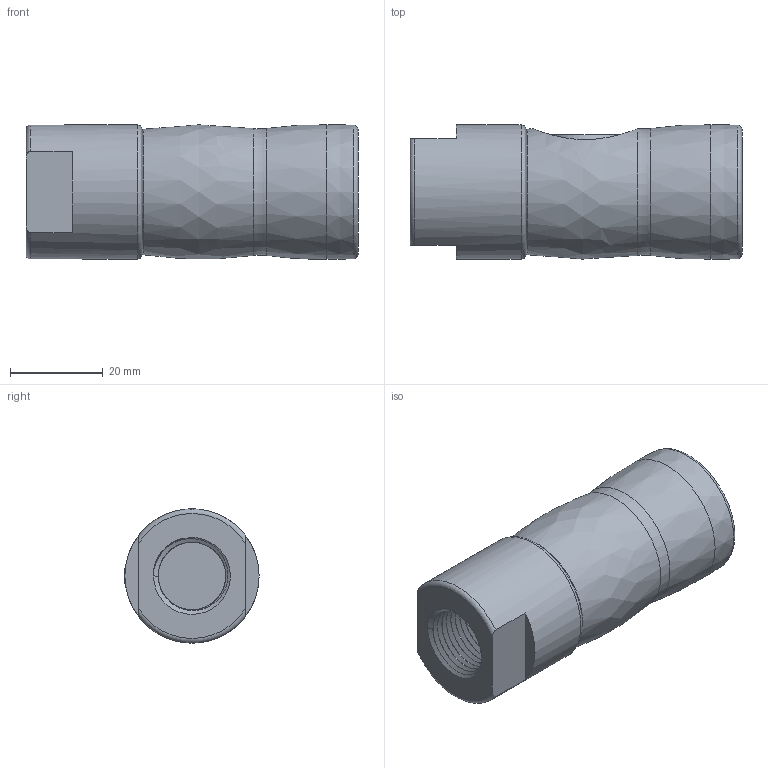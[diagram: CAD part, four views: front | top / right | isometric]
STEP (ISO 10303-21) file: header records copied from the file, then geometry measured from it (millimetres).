
FILE_DESCRIPTION(/* description */ (''),/* implementation_level */ '2;1');
FILE_NAME(/* name */ '30KPIW17APX.stp',/* time_stamp */ '2020-02-20T08:55:28+01:00',/* author */ ('IA176480'),/* organization */ (''),/* preprocessor_version */ 'ST-DEVELOPER v17',/* originating_system */ 'Autodesk Inventor 2019',/* authorisation */ '');
FILE_SCHEMA (('CONFIG_CONTROL_DESIGN'));
Length unit declared in the file: millimetre
Products named in the file (1): 30KPIW17APX
Bounding box: 71.7 x 29.02 x 29.03 mm (x, y, z)
Volume: 50017.9 mm3; surface area: 29449.2 mm2
Topology: 44 solids, 44 shells, 276 faces, 794 edges, 541 vertices
Faces by surface type: cylinder 89, plane 80, cone 41, sphere 32, torus 19, bspline 15
Full cylindrical faces by diameter (mm): 3.5 x1, 4 x11, 8 x1, 8.2 x1, 8.5 x1, 11 x3, 11.1 x2, 11.2 x3, 13.4 x1, 13.6 x1, 14 x1, 14.593 x8, 16 x1, 17.5 x1, 18 x1, 18.1 x1, 18.2 x2, 18.649 x1, 20.5 x4, 20.6 x2, 21 x1, 24.231 x2, 24.5 x1, 25 x10, 26 x3, 29 x1
Entity records: 18732 total; most frequent: CARTESIAN_POINT 11795, ORIENTED_EDGE 1462, DIRECTION 1370, EDGE_CURVE 731, AXIS2_PLACEMENT_3D 581, VERTEX_POINT 541, CIRCLE 315, EDGE_LOOP 310
